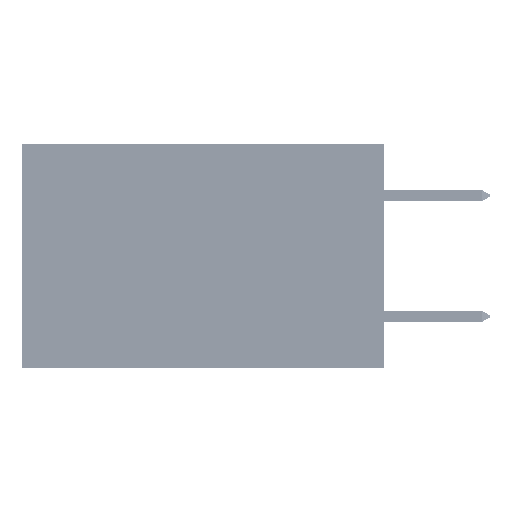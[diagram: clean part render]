
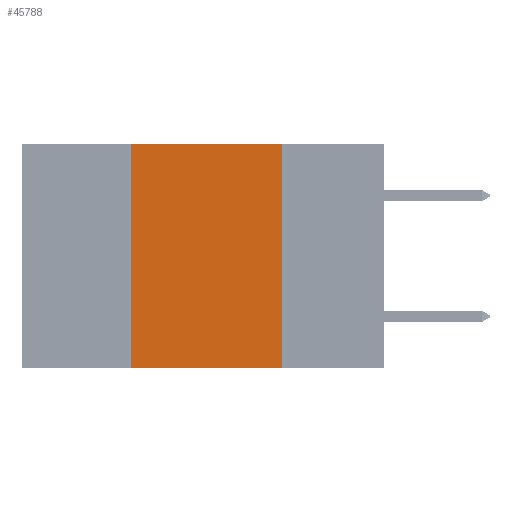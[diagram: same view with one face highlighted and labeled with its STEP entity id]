
A CAD part, left-side view. The second image highlights one B-rep face of the part: STEP entity #45788.
In plain terms, the highlighted planar face has unit normal (-1, 0, 0).
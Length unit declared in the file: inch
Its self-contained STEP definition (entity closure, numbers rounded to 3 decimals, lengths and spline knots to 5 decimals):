
#223 = ORIENTED_EDGE ( 'NONE', *, *, #30421, .T. ) ;
#1132 = VECTOR ( 'NONE', #20405, 39.37008 ) ;
#2638 = VERTEX_POINT ( 'NONE', #19982 ) ;
#3483 = FACE_OUTER_BOUND ( 'NONE', #48019, .T. ) ;
#6145 = LINE ( 'NONE', #13810, #35361 ) ;
#6198 = ORIENTED_EDGE ( 'NONE', *, *, #29894, .F. ) ;
#8625 = PLANE ( 'NONE',  #30962 ) ;
#10590 = DIRECTION ( 'NONE',  ( 0., -1., 0. ) ) ;
#12182 = LINE ( 'NONE', #32221, #1132 ) ;
#13810 = CARTESIAN_POINT ( 'NONE',  ( 0., 0.42, 0. ) ) ;
#15386 = LINE ( 'NONE', #39811, #27677 ) ;
#19635 = VERTEX_POINT ( 'NONE', #46694 ) ;
#19982 = CARTESIAN_POINT ( 'NONE',  ( 0., 0.42, 0. ) ) ;
#20405 = DIRECTION ( 'NONE',  ( 0., 0., -1. ) ) ;
#21236 = VECTOR ( 'NONE', #45718, 39.37008 ) ;
#21640 = ORIENTED_EDGE ( 'NONE', *, *, #25842, .F. ) ;
#21762 = DIRECTION ( 'NONE',  ( 0., 0., 1. ) ) ;
#25454 = DIRECTION ( 'NONE',  ( 1., 0., 0. ) ) ;
#25842 = EDGE_CURVE ( 'NONE', #38304, #2638, #6145, .T. ) ;
#26465 = ORIENTED_EDGE ( 'NONE', *, *, #30081, .F. ) ;
#27677 = VECTOR ( 'NONE', #10590, 39.37008 ) ;
#29293 = CARTESIAN_POINT ( 'NONE',  ( 0., 0.6, 0. ) ) ;
#29698 = LINE ( 'NONE', #29293, #21236 ) ;
#29894 = EDGE_CURVE ( 'NONE', #19635, #44747, #12182, .T. ) ;
#30081 = EDGE_CURVE ( 'NONE', #2638, #19635, #29698, .T. ) ;
#30421 = EDGE_CURVE ( 'NONE', #38304, #44747, #15386, .T. ) ;
#30962 = AXIS2_PLACEMENT_3D ( 'NONE', #50476, #25454, #38048 ) ;
#32221 = CARTESIAN_POINT ( 'NONE',  ( 0., 0.17, 0. ) ) ;
#35361 = VECTOR ( 'NONE', #21762, 39.37008 ) ;
#38048 = DIRECTION ( 'NONE',  ( 0., 0., -1. ) ) ;
#38304 = VERTEX_POINT ( 'NONE', #42034 ) ;
#38682 = CARTESIAN_POINT ( 'NONE',  ( 0., 0.17, -0.37 ) ) ;
#39811 = CARTESIAN_POINT ( 'NONE',  ( 0., 0.6, -0.37 ) ) ;
#42034 = CARTESIAN_POINT ( 'NONE',  ( 0., 0.42, -0.37 ) ) ;
#44747 = VERTEX_POINT ( 'NONE', #38682 ) ;
#45718 = DIRECTION ( 'NONE',  ( 0., -1., 0. ) ) ;
#45788 = ADVANCED_FACE ( 'NONE', ( #3483 ), #8625, .F. ) ;
#46694 = CARTESIAN_POINT ( 'NONE',  ( 0., 0.17, 0. ) ) ;
#48019 = EDGE_LOOP ( 'NONE', ( #6198, #26465, #21640, #223 ) ) ;
#50476 = CARTESIAN_POINT ( 'NONE',  ( 0., 0.6, 0. ) ) ;
